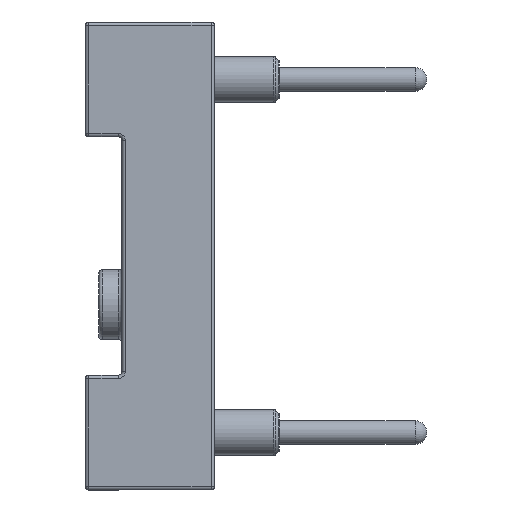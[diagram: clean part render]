
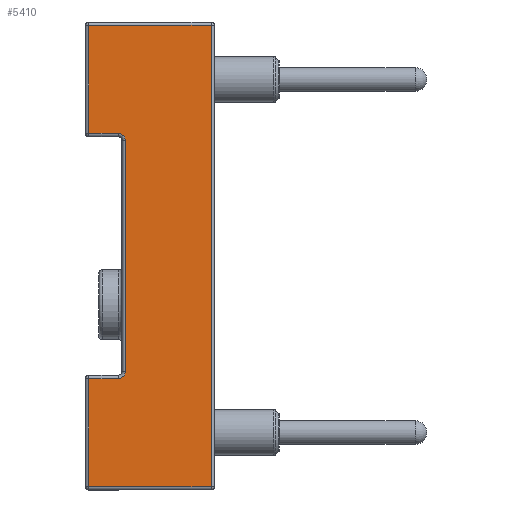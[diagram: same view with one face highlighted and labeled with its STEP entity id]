
A CAD part, left-side view. The second image highlights one B-rep face of the part: STEP entity #5410.
In plain terms, the highlighted planar face has unit normal (-1, 0, 0).
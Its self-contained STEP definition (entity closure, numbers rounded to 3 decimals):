
#9 = CIRCLE ( 'NONE', #3923, 0.15 ) ;
#104 = EDGE_CURVE ( 'NONE', #2239, #4942, #7162, .T. ) ;
#340 = VECTOR ( 'NONE', #4865, 1000. ) ;
#409 = DIRECTION ( 'NONE',  ( -1., 0., 0. ) ) ;
#522 = DIRECTION ( 'NONE',  ( 0., 1., 0. ) ) ;
#840 = VECTOR ( 'NONE', #2144, 1000. ) ;
#1034 = VERTEX_POINT ( 'NONE', #6060 ) ;
#1078 = AXIS2_PLACEMENT_3D ( 'NONE', #7102, #1748, #8011 ) ;
#1238 = LINE ( 'NONE', #8589, #8103 ) ;
#1389 = LINE ( 'NONE', #2124, #7979 ) ;
#1461 = CARTESIAN_POINT ( 'NONE',  ( -12.65, 0., 0. ) ) ;
#1748 = DIRECTION ( 'NONE',  ( -1., 0., 0. ) ) ;
#2121 = EDGE_CURVE ( 'NONE', #4938, #8482, #1238, .T. ) ;
#2124 = CARTESIAN_POINT ( 'NONE',  ( -12.65, 0., -2.645 ) ) ;
#2144 = DIRECTION ( 'NONE',  ( 0., 0., 1. ) ) ;
#2239 = VERTEX_POINT ( 'NONE', #4234 ) ;
#2254 = EDGE_CURVE ( 'NONE', #7059, #11025, #5432, .T. ) ;
#2378 = VECTOR ( 'NONE', #522, 1000. ) ;
#2381 = CARTESIAN_POINT ( 'NONE',  ( -12.65, 1.925, 0. ) ) ;
#2606 = ORIENTED_EDGE ( 'NONE', *, *, #2121, .T. ) ;
#2721 = LINE ( 'NONE', #4004, #340 ) ;
#2728 = CIRCLE ( 'NONE', #1078, 0.15 ) ;
#2749 = ORIENTED_EDGE ( 'NONE', *, *, #104, .T. ) ;
#2947 = CARTESIAN_POINT ( 'NONE',  ( -12.65, 1.925, -2.495 ) ) ;
#3242 = DIRECTION ( 'NONE',  ( 1., 0., 0. ) ) ;
#3275 = ORIENTED_EDGE ( 'NONE', *, *, #6189, .F. ) ;
#3332 = CARTESIAN_POINT ( 'NONE',  ( -12.65, 0.075, -4.975 ) ) ;
#3635 = VECTOR ( 'NONE', #7603, 1000. ) ;
#3821 = ORIENTED_EDGE ( 'NONE', *, *, #11414, .T. ) ;
#3824 = FACE_OUTER_BOUND ( 'NONE', #6760, .T. ) ;
#3851 = CARTESIAN_POINT ( 'NONE',  ( -12.65, 2.715, -4.975 ) ) ;
#3923 = AXIS2_PLACEMENT_3D ( 'NONE', #5763, #409, #6687 ) ;
#3940 = ORIENTED_EDGE ( 'NONE', *, *, #6488, .T. ) ;
#3989 = CARTESIAN_POINT ( 'NONE',  ( -12.65, 2.715, 0. ) ) ;
#4004 = CARTESIAN_POINT ( 'NONE',  ( -12.65, 0., 2.645 ) ) ;
#4005 = ORIENTED_EDGE ( 'NONE', *, *, #9979, .T. ) ;
#4130 = ORIENTED_EDGE ( 'NONE', *, *, #5058, .F. ) ;
#4198 = LINE ( 'NONE', #3989, #3635 ) ;
#4200 = EDGE_CURVE ( 'NONE', #11025, #1034, #2721, .T. ) ;
#4218 = ORIENTED_EDGE ( 'NONE', *, *, #4200, .T. ) ;
#4234 = CARTESIAN_POINT ( 'NONE',  ( -12.65, 1.925, 2.495 ) ) ;
#4726 = VERTEX_POINT ( 'NONE', #10692 ) ;
#4749 = LINE ( 'NONE', #5884, #2378 ) ;
#4862 = VECTOR ( 'NONE', #11423, 1000. ) ;
#4865 = DIRECTION ( 'NONE',  ( 0., -1., 0. ) ) ;
#4938 = VERTEX_POINT ( 'NONE', #3851 ) ;
#4942 = VERTEX_POINT ( 'NONE', #2947 ) ;
#4992 = DIRECTION ( 'NONE',  ( 0., -1., 0. ) ) ;
#5058 = EDGE_CURVE ( 'NONE', #5948, #4942, #2728, .T. ) ;
#5410 = ADVANCED_FACE ( 'NONE', ( #3824 ), #5917, .F. ) ;
#5425 = AXIS2_PLACEMENT_3D ( 'NONE', #1461, #3242, #9484 ) ;
#5432 = LINE ( 'NONE', #10523, #4862 ) ;
#5575 = LINE ( 'NONE', #11035, #840 ) ;
#5763 = CARTESIAN_POINT ( 'NONE',  ( -12.65, 2.075, 2.495 ) ) ;
#5862 = CARTESIAN_POINT ( 'NONE',  ( -12.65, 2.715, 4.975 ) ) ;
#5884 = CARTESIAN_POINT ( 'NONE',  ( -12.65, 0., 4.975 ) ) ;
#5917 = PLANE ( 'NONE',  #5425 ) ;
#5948 = VERTEX_POINT ( 'NONE', #10689 ) ;
#6060 = CARTESIAN_POINT ( 'NONE',  ( -12.65, 2.075, 2.645 ) ) ;
#6189 = EDGE_CURVE ( 'NONE', #2239, #1034, #9, .T. ) ;
#6259 = VERTEX_POINT ( 'NONE', #8412 ) ;
#6488 = EDGE_CURVE ( 'NONE', #8482, #4726, #5575, .T. ) ;
#6643 = DIRECTION ( 'NONE',  ( 0., 1., 0. ) ) ;
#6687 = DIRECTION ( 'NONE',  ( 0., 0., -1. ) ) ;
#6760 = EDGE_LOOP ( 'NONE', ( #9107, #4218, #3275, #2749, #4130, #4005, #10031, #2606, #3940, #3821 ) ) ;
#7059 = VERTEX_POINT ( 'NONE', #5862 ) ;
#7102 = CARTESIAN_POINT ( 'NONE',  ( -12.65, 2.075, -2.495 ) ) ;
#7162 = LINE ( 'NONE', #2381, #7435 ) ;
#7435 = VECTOR ( 'NONE', #8641, 1000. ) ;
#7603 = DIRECTION ( 'NONE',  ( 0., 0., -1. ) ) ;
#7979 = VECTOR ( 'NONE', #6643, 1000. ) ;
#8011 = DIRECTION ( 'NONE',  ( 0., 0., -1. ) ) ;
#8103 = VECTOR ( 'NONE', #4992, 1000. ) ;
#8412 = CARTESIAN_POINT ( 'NONE',  ( -12.65, 2.715, -2.645 ) ) ;
#8482 = VERTEX_POINT ( 'NONE', #3332 ) ;
#8589 = CARTESIAN_POINT ( 'NONE',  ( -12.65, 0., -4.975 ) ) ;
#8641 = DIRECTION ( 'NONE',  ( 0., 0., -1. ) ) ;
#8797 = EDGE_CURVE ( 'NONE', #6259, #4938, #4198, .T. ) ;
#9107 = ORIENTED_EDGE ( 'NONE', *, *, #2254, .T. ) ;
#9484 = DIRECTION ( 'NONE',  ( 0., 0., -1. ) ) ;
#9979 = EDGE_CURVE ( 'NONE', #5948, #6259, #1389, .T. ) ;
#10031 = ORIENTED_EDGE ( 'NONE', *, *, #8797, .T. ) ;
#10523 = CARTESIAN_POINT ( 'NONE',  ( -12.65, 2.715, 0. ) ) ;
#10689 = CARTESIAN_POINT ( 'NONE',  ( -12.65, 2.075, -2.645 ) ) ;
#10692 = CARTESIAN_POINT ( 'NONE',  ( -12.65, 0.075, 4.975 ) ) ;
#11025 = VERTEX_POINT ( 'NONE', #11551 ) ;
#11035 = CARTESIAN_POINT ( 'NONE',  ( -12.65, 0.075, 0. ) ) ;
#11414 = EDGE_CURVE ( 'NONE', #4726, #7059, #4749, .T. ) ;
#11423 = DIRECTION ( 'NONE',  ( 0., 0., -1. ) ) ;
#11551 = CARTESIAN_POINT ( 'NONE',  ( -12.65, 2.715, 2.645 ) ) ;
